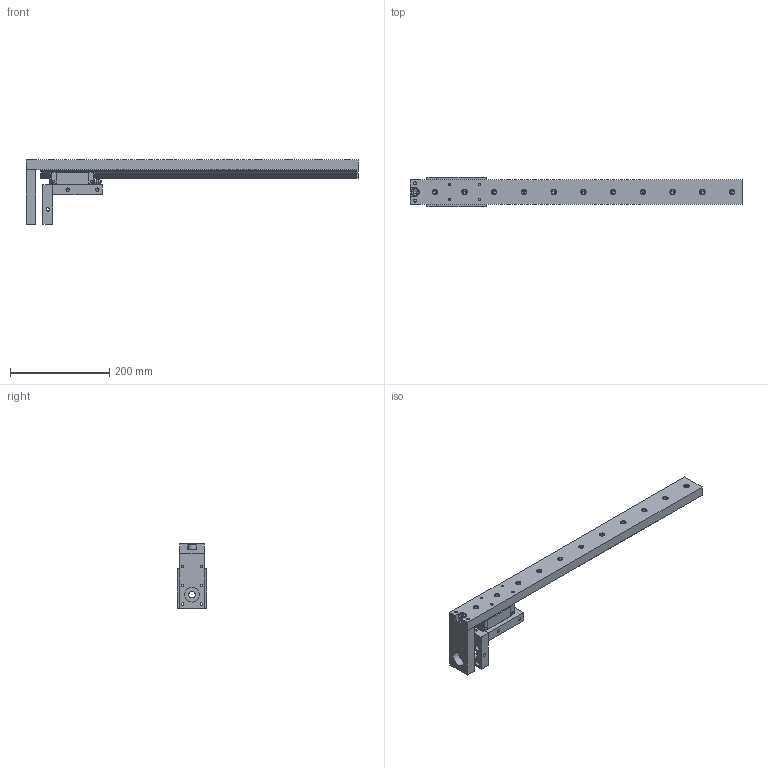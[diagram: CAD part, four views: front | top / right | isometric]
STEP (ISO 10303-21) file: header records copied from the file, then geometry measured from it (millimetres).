
FILE_DESCRIPTION(/* description */ (''),/* implementation_level */ '2;1');
FILE_NAME(/* name */ 'PCG-40-20-III.stp',/* time_stamp */ '2016-01-18T16:03:19+01:00',/* author */ ('kurt'),/* organization */ (''),/* preprocessor_version */ 'ST-DEVELOPER v15.6',/* originating_system */ 'Autodesk Inventor 2015',/* authorisation */ '');
FILE_SCHEMA (('AUTOMOTIVE_DESIGN { 1 0 10303 214 3 1 1 }'));
Length unit declared in the file: millimetre
Products named in the file (11): drukplaat dia32-40; geleidingslat LGR20T - III; HGH20HA; wagenplaat LGH20HA; cilinderplaat dia40; DIN 912 - M10 x 1,5 x 25 x 21,25; DIN 912 - M6 x 1 x 20 x 17,5; DIN 912 - M5 x 0,8 x 20 x 18; ISO 2338 - 6 m6 x 30 - ADIN EN; HGR20T-640; PCG-40-20-III
Assembly tree (27 placements, depth 2):
  PCG-40-20-III
    drukplaat dia32-40
    geleidingslat LGR20T - III
    HGH20HA
    wagenplaat LGH20HA
    cilinderplaat dia40
    DIN 912 - M10 x 1,5 x 25 x 21,25  x2
    DIN 912 - M6 x 1 x 20 x 17,5  x11
    DIN 912 - M5 x 0,8 x 20 x 18  x4
    ISO 2338 - 6 m6 x 30 - ADIN EN  x4
    HGR20T-640
Bounding box: 670 x 60 x 130.27 mm (x, y, z)
Volume: 1214541.5 mm3; surface area: 252447.6 mm2
Topology: 27 solids, 31 shells, 830 faces, 2058 edges, 1340 vertices
Faces by surface type: plane 498, cylinder 195, cone 88, torus 42, sphere 5, bspline 2
Full cylindrical faces by diameter (mm): 2.5 x2, 3 x2, 4.2 x4, 4.917 x10, 5 x15, 5.2 x4, 5.5 x4, 6 x24, 6.4 x2, 6.5 x15, 6.647 x6, 7.3 x2, 7.847 x1, 8.376 x2, 8.5 x4, 9.8 x1, 10 x17, 11 x17, 13 x1, 16 x2, 30 x1, 35 x1
Entity records: 18396 total; most frequent: CARTESIAN_POINT 3512, DIRECTION 2897, ORIENTED_EDGE 2732, EDGE_CURVE 1366, AXIS2_PLACEMENT_3D 1012, VERTEX_POINT 982, EDGE_LOOP 888, LINE 873
